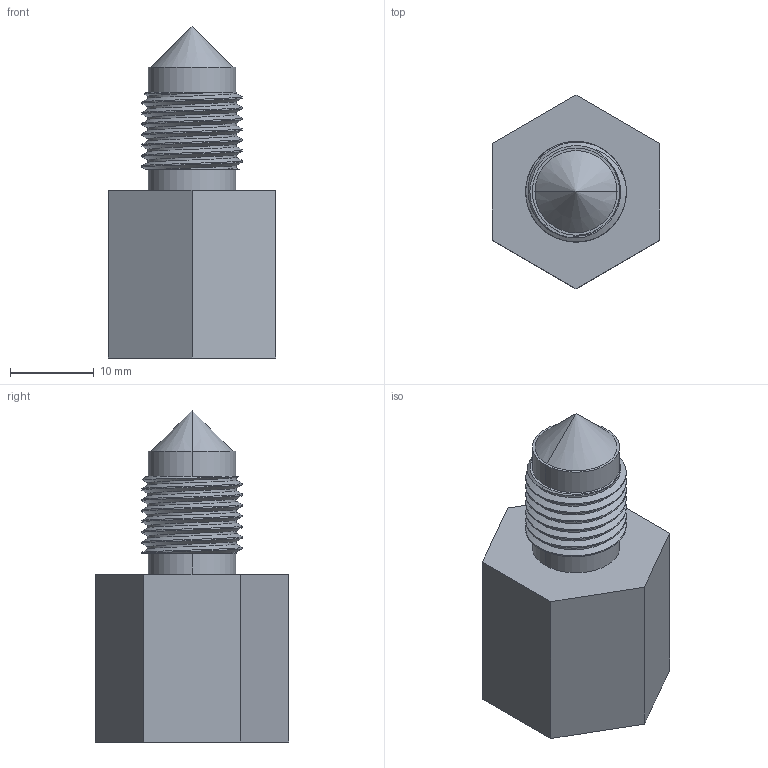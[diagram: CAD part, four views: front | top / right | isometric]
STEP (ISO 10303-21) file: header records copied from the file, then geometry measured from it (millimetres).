
FILE_DESCRIPTION (( 'STEP AP203' ), '1' );
FILE_NAME ('LLG6 OPTOMAX INDUSTRIAL GLASS - SAE.STEP', '2017-11-27T14:21:27', ( '' ), ( '' ), 'SwSTEP 2.0', 'SolidWorks 2018', '' );
FILE_SCHEMA (( 'CONFIG_CONTROL_DESIGN' ));
Length unit declared in the file: millimetre
Products named in the file (1): LLG6 OPTOMAX INDUSTRIAL GLASS - SAE
Bounding box: 20 x 23.09 x 39.6 mm (x, y, z)
Volume: 8429.8 mm3; surface area: 3112.3 mm2
Topology: 2 solids, 2 shells, 43 faces, 106 edges, 69 vertices
Faces by surface type: cylinder 23, plane 13, cone 4, bspline 3
Entity records: 4313 total; most frequent: CARTESIAN_POINT 3316, ORIENTED_EDGE 208, DIRECTION 165, EDGE_CURVE 104, VERTEX_POINT 69, AXIS2_PLACEMENT_3D 61, EDGE_LOOP 47, VECTOR 43
